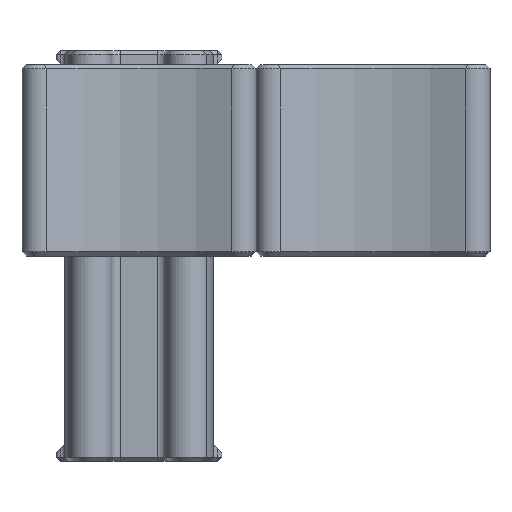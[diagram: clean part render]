
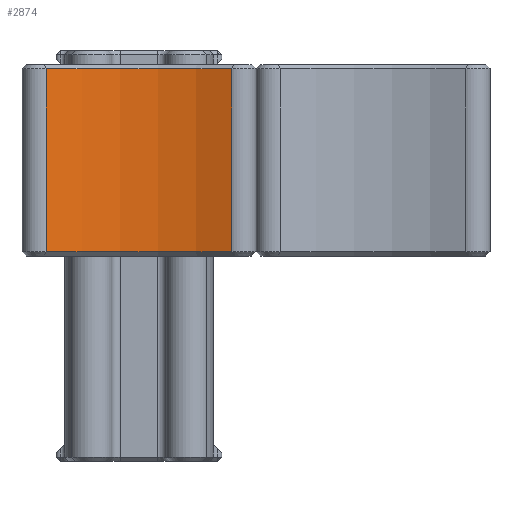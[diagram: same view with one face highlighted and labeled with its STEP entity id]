
A CAD part, front view. The second image highlights one B-rep face of the part: STEP entity #2874.
In plain terms, the highlighted cylindrical face has radius 51.799 mm (diameter 103.598 mm), a partial arc.
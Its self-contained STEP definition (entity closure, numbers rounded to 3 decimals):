
#149=CYLINDRICAL_SURFACE('',#3148,51.799);
#302=FACE_OUTER_BOUND('',#488,.T.);
#488=EDGE_LOOP('',(#2238,#2239,#2240,#2241));
#648=CIRCLE('',#3109,51.799);
#665=CIRCLE('',#3149,51.799);
#812=LINE('',#4506,#1034);
#841=LINE('',#4699,#1063);
#1034=VECTOR('',#3620,10.);
#1063=VECTOR('',#3711,10.);
#1255=VERTEX_POINT('',#4481);
#1257=VERTEX_POINT('',#4487);
#1262=VERTEX_POINT('',#4504);
#1302=VERTEX_POINT('',#4698);
#1567=EDGE_CURVE('',#1255,#1257,#648,.T.);
#1575=EDGE_CURVE('',#1262,#1255,#812,.T.);
#1632=EDGE_CURVE('',#1257,#1302,#841,.T.);
#1635=EDGE_CURVE('',#1302,#1262,#665,.T.);
#2238=ORIENTED_EDGE('',*,*,#1567,.F.);
#2239=ORIENTED_EDGE('',*,*,#1575,.F.);
#2240=ORIENTED_EDGE('',*,*,#1635,.F.);
#2241=ORIENTED_EDGE('',*,*,#1632,.F.);
#2874=ADVANCED_FACE('',(#302),#149,.F.);
#3109=AXIS2_PLACEMENT_3D('',#4491,#3602,#3603);
#3148=AXIS2_PLACEMENT_3D('',#4703,#3715,#3716);
#3149=AXIS2_PLACEMENT_3D('',#4704,#3717,#3718);
#3602=DIRECTION('center_axis',(0.,0.,1.));
#3603=DIRECTION('ref_axis',(1.,0.,0.));
#3620=DIRECTION('',(0.,0.,-1.));
#3711=DIRECTION('',(0.,0.,1.));
#3715=DIRECTION('center_axis',(0.,0.,1.));
#3716=DIRECTION('ref_axis',(1.,0.,0.));
#3717=DIRECTION('center_axis',(0.,0.,-1.));
#3718=DIRECTION('ref_axis',(1.,0.,0.));
#4481=CARTESIAN_POINT('',(21.815,-81.915,-4.));
#4487=CARTESIAN_POINT('',(-21.815,-81.915,-4.));
#4491=CARTESIAN_POINT('Origin',(0.,-128.896,
-4.));
#4504=CARTESIAN_POINT('',(21.815,-81.915,39.));
#4506=CARTESIAN_POINT('',(21.815,-81.915,0.));
#4698=CARTESIAN_POINT('',(-21.815,-81.915,39.));
#4699=CARTESIAN_POINT('',(-21.815,-81.915,0.));
#4703=CARTESIAN_POINT('Origin',(0.,-128.896,
0.));
#4704=CARTESIAN_POINT('Origin',(0.,-128.896,
39.));
